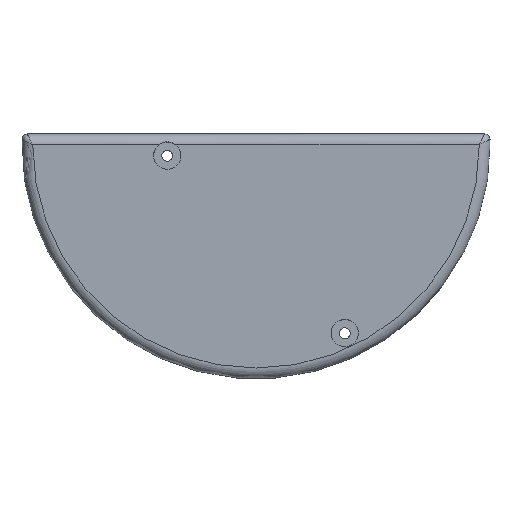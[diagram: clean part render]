
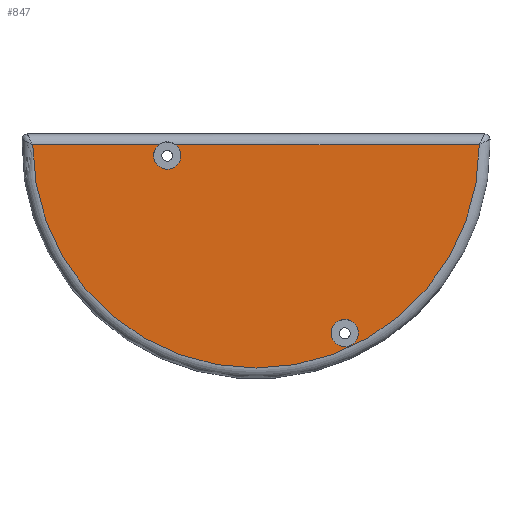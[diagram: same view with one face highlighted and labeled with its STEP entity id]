
A CAD part, top view. The second image highlights one B-rep face of the part: STEP entity #847.
In plain terms, the highlighted planar face has unit normal (0, 0, 1).
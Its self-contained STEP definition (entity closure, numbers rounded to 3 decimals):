
#32=FACE_BOUND('',#200,.T.);
#79=CIRCLE('',#954,2.55);
#80=CIRCLE('',#955,2.55);
#81=CIRCLE('',#956,41.5);
#82=CIRCLE('',#957,2.55);
#145=FACE_OUTER_BOUND('',#199,.T.);
#199=EDGE_LOOP('',(#727,#728,#729,#730,#731));
#200=EDGE_LOOP('',(#732));
#275=LINE('',#1455,#338);
#276=LINE('',#1458,#339);
#338=VECTOR('',#1196,10.);
#339=VECTOR('',#1199,10.);
#412=VERTEX_POINT('',#1449);
#413=VERTEX_POINT('',#1450);
#414=VERTEX_POINT('',#1452);
#415=VERTEX_POINT('',#1454);
#416=VERTEX_POINT('',#1456);
#417=VERTEX_POINT('',#1459);
#523=EDGE_CURVE('',#412,#413,#79,.T.);
#524=EDGE_CURVE('',#413,#414,#80,.T.);
#525=EDGE_CURVE('',#415,#414,#275,.T.);
#526=EDGE_CURVE('',#416,#415,#81,.T.);
#527=EDGE_CURVE('',#412,#416,#276,.T.);
#528=EDGE_CURVE('',#417,#417,#82,.T.);
#727=ORIENTED_EDGE('',*,*,#523,.T.);
#728=ORIENTED_EDGE('',*,*,#524,.T.);
#729=ORIENTED_EDGE('',*,*,#525,.F.);
#730=ORIENTED_EDGE('',*,*,#526,.F.);
#731=ORIENTED_EDGE('',*,*,#527,.F.);
#732=ORIENTED_EDGE('',*,*,#528,.T.);
#807=PLANE('',#953);
#847=ADVANCED_FACE('',(#145,#32),#807,.T.);
#953=AXIS2_PLACEMENT_3D('',#1448,#1190,#1191);
#954=AXIS2_PLACEMENT_3D('',#1451,#1192,#1193);
#955=AXIS2_PLACEMENT_3D('',#1453,#1194,#1195);
#956=AXIS2_PLACEMENT_3D('',#1457,#1197,#1198);
#957=AXIS2_PLACEMENT_3D('',#1460,#1200,#1201);
#1190=DIRECTION('center_axis',(0.,0.,1.));
#1191=DIRECTION('ref_axis',(1.,0.,0.));
#1192=DIRECTION('center_axis',(0.,0.,-1.));
#1193=DIRECTION('ref_axis',(-1.,0.,0.));
#1194=DIRECTION('center_axis',(0.,0.,-1.));
#1195=DIRECTION('ref_axis',(-1.,0.,0.));
#1196=DIRECTION('',(1.,0.,0.));
#1197=DIRECTION('center_axis',(0.,0.,-1.));
#1198=DIRECTION('ref_axis',(0.,-1.,0.));
#1199=DIRECTION('',(1.,0.,0.));
#1200=DIRECTION('center_axis',(0.,0.,-1.));
#1201=DIRECTION('ref_axis',(-1.,0.,0.));
#1448=CARTESIAN_POINT('Origin',(15.,12.75,55.));
#1449=CARTESIAN_POINT('',(0.082,33.5,55.));
#1450=CARTESIAN_POINT('',(1.05,31.5,55.));
#1451=CARTESIAN_POINT('Origin',(-1.5,31.5,55.));
#1452=CARTESIAN_POINT('',(-3.082,33.5,55.));
#1453=CARTESIAN_POINT('Origin',(-1.5,31.5,55.));
#1454=CARTESIAN_POINT('',(-26.5,33.5,55.));
#1455=CARTESIAN_POINT('',(36.727,33.5,55.));
#1456=CARTESIAN_POINT('',(56.5,33.5,55.));
#1457=CARTESIAN_POINT('Origin',(15.,33.5,55.));
#1458=CARTESIAN_POINT('',(36.727,33.5,55.));
#1459=CARTESIAN_POINT('',(34.05,-1.5,55.));
#1460=CARTESIAN_POINT('Origin',(31.5,-1.5,55.));
